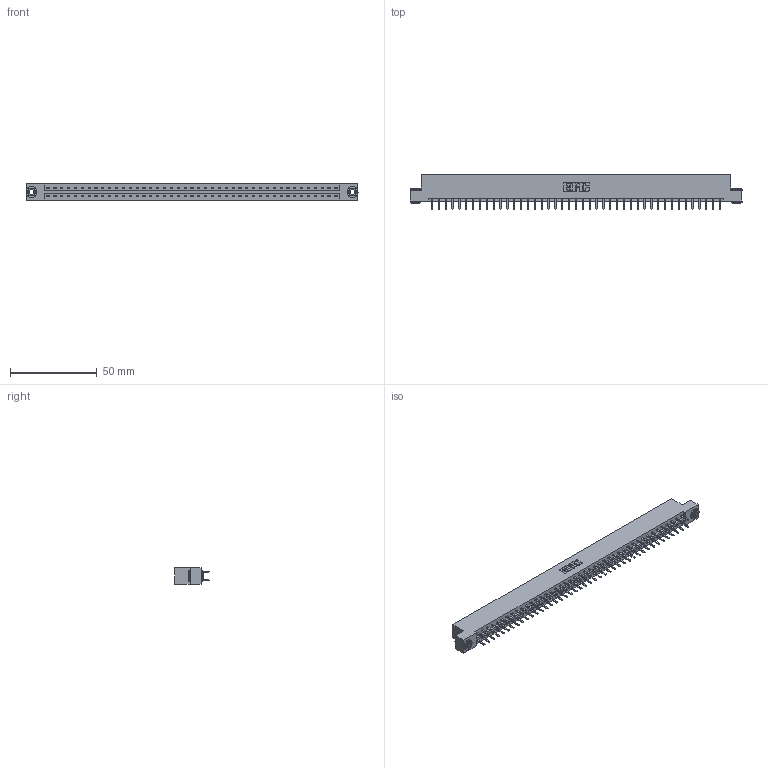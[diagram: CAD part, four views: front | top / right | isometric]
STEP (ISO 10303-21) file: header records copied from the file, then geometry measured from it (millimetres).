
FILE_DESCRIPTION (( 'STEP AP203' ), '1' );
FILE_NAME ('333-086-520-203.STEP', '2018-08-05T05:38:05', ( '' ), ( '' ), 'SwSTEP 2.0', 'SolidWorks 2016', '' );
FILE_SCHEMA (( 'CONFIG_CONTROL_DESIGN' ));
Length unit declared in the file: inch
Products named in the file (4): 333 Part_Flush - .156 Dia - TH; 345-292-001_345-293-120; 345-250-002_345-250-002-102; 333-086-520-203
Assembly tree (89 placements, depth 2):
  333-086-520-203
    333 Part_Flush - .156 Dia - TH
    345-292-001_345-293-120  x86
    345-250-002_345-250-002-102  x2
Bounding box: 191.92 x 20.02 x 9.4 mm (x, y, z)
Volume: 19585.1 mm3; surface area: 23286 mm2
Topology: 89 solids, 89 shells, 4968 faces, 14405 edges, 9370 vertices
Faces by surface type: plane 3348, cylinder 1612, cone 8
Entity records: 28298 total; most frequent: CARTESIAN_POINT 4677, ORIENTED_EDGE 4594, DIRECTION 4015, EDGE_CURVE 2297, LINE 2141, VECTOR 2141, VERTEX_POINT 1526, AXIS2_PLACEMENT_3D 937
